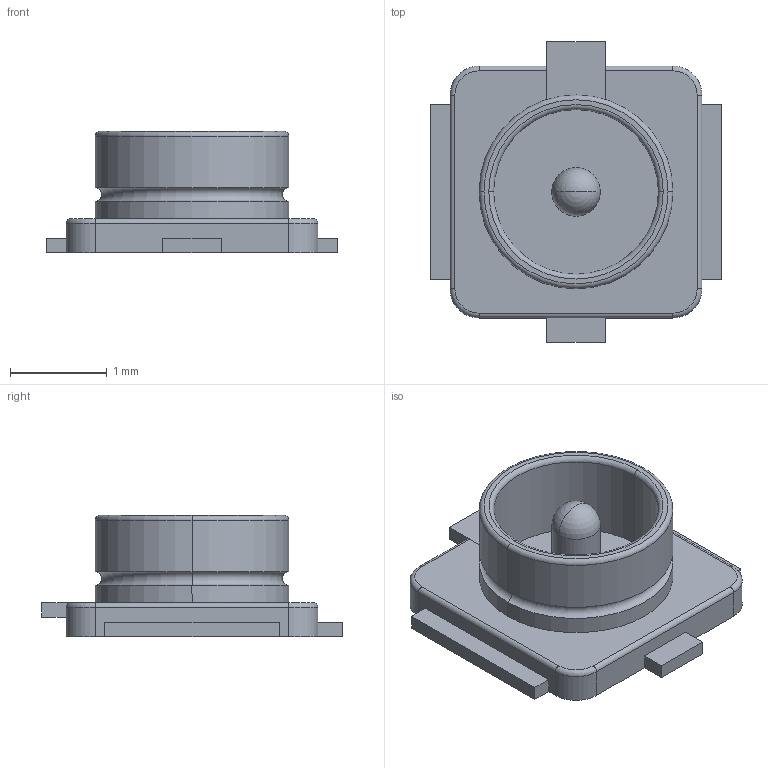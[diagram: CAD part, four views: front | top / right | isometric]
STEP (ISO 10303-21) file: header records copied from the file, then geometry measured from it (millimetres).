
FILE_DESCRIPTION((''),'2;1');
FILE_NAME('HIROSE_U.FL-R-SMT-1(10).stp','2010-03-24T11:09:45',(''),(''),'Mechanical Desktop 2010','Mechanical Desktop 2010',', , ');
FILE_SCHEMA(('AUTOMOTIVE_DESIGN { 1 2 10303 214 1 1 1 1 }'));
Length unit declared in the file: millimetre
Products named in the file (1): Product
Bounding box: 3 x 3.1 x 1.25 mm (x, y, z)
Volume: 3.4 mm3; surface area: 40.6 mm2
Topology: 7 solids, 7 shells, 99 faces, 237 edges, 151 vertices
Faces by surface type: plane 58, cylinder 29, torus 10, sphere 2
Entity records: 2908 total; most frequent: DIRECTION 509, CARTESIAN_POINT 486, ORIENTED_EDGE 470, EDGE_CURVE 235, AXIS2_PLACEMENT_3D 174, VECTOR 161, LINE 161, VERTEX_POINT 151
